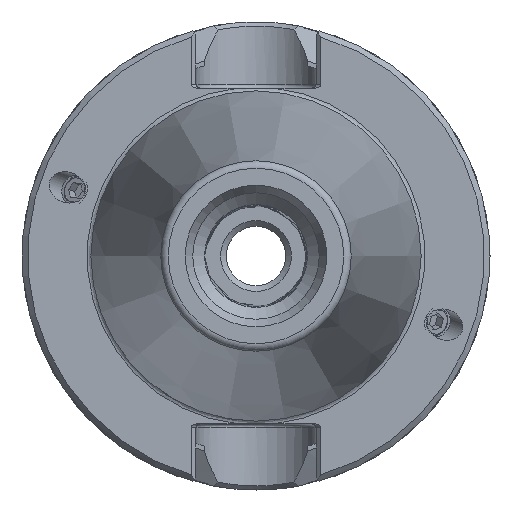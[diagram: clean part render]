
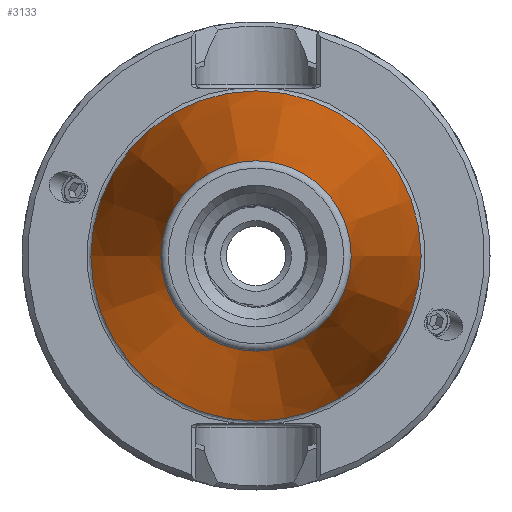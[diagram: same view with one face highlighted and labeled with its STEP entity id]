
A CAD part, left-side view. The second image highlights one B-rep face of the part: STEP entity #3133.
In plain terms, the highlighted conical face has half-angle 8.297 degrees and reference radius 17.456 mm.
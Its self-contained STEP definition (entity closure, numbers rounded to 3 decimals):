
#3090=CARTESIAN_POINT('',(-64.536,12.814,0.));
#3091=VERTEX_POINT('',#3090);
#3092=CARTESIAN_POINT('',(-64.536,0.,0.));
#3093=DIRECTION('',(-1.0,0.0,0.0));
#3094=DIRECTION('',(0.0,-1.0,0.0));
#3095=AXIS2_PLACEMENT_3D('',#3092,#3093,#3094);
#3096=CIRCLE('',#3095,12.814);
#3097=EDGE_CURVE('',#3091,#3091,#3096,.T.);
#3114=CARTESIAN_POINT('',(-32.703,0.0,0.0));
#3115=DIRECTION('',(1.0,0.0,0.0));
#3116=DIRECTION('',(0.,1.0,0.0));
#3117=AXIS2_PLACEMENT_3D('',#3114,#3115,#3116);
#3118=CONICAL_SURFACE('',#3117,17.456,8.297);
#3119=CARTESIAN_POINT('',(0.0,22.225,0.0));
#3120=VERTEX_POINT('',#3119);
#3121=CARTESIAN_POINT('',(0.0,0.0,0.0));
#3122=DIRECTION('',(1.0,0.,0.0));
#3123=DIRECTION('',(0.,1.0,0.0));
#3124=AXIS2_PLACEMENT_3D('',#3121,#3122,#3123);
#3125=CIRCLE('',#3124,22.225);
#3126=EDGE_CURVE('',#3120,#3120,#3125,.T.);
#3127=ORIENTED_EDGE('',*,*,#3126,.F.);
#3128=EDGE_LOOP('',(#3127));
#3129=FACE_OUTER_BOUND('',#3128,.T.);
#3130=ORIENTED_EDGE('',*,*,#3097,.F.);
#3131=EDGE_LOOP('',(#3130));
#3132=FACE_BOUND('',#3131,.T.);
#3133=ADVANCED_FACE('',(#3129,#3132),#3118,.T.);
